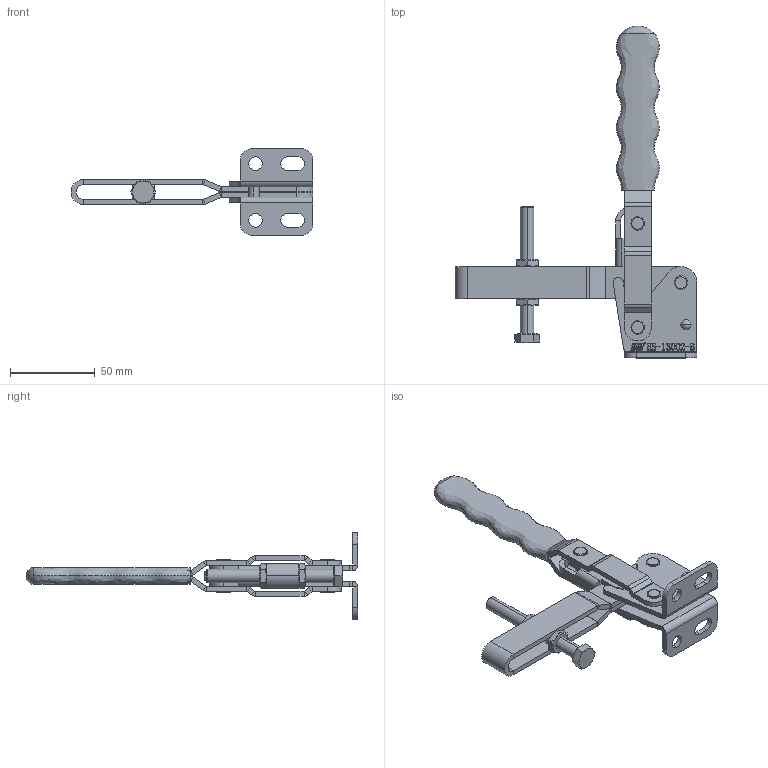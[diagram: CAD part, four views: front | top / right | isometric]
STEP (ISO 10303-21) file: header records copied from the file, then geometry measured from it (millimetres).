
FILE_DESCRIPTION (( 'STEP AP203' ), '1' );
FILE_NAME ('HS-13002-B装配体.STEP', '2018-12-07T01:59:07', ( 'PCOS' ), ( '微软中国' ), 'SwSTEP 2.0', 'SolidWorks 2012', '' );
FILE_SCHEMA (( 'CONFIG_CONTROL_DESIGN' ));
Length unit declared in the file: millimetre
Products named in the file (11): HS-13002-B蚾饜极; hex thin nuts-grades ab-chamfered gb_GB_FASTENER_NUT_STNAB M8-N; hexagon head bolts-full thread gb_GB_FASTENER_BOLT_STBAB A M8X75-C; 酗种; 揤參; 忒梟; 忒參; 蟀裝; 傻种; 楊擘菁釱衵; 楊擘菁釱酘
Assembly tree (14 placements, depth 2):
  HS-13002-B蚾饜极
    楊擘菁釱酘
    楊擘菁釱衵
    傻种  x2
    蟀裝
    忒參
    忒梟  x2
    揤參
    酗种  x2
    hexagon head bolts-full thread gb_GB_FASTENER_BOLT_STBAB A M8X75-C
    hex thin nuts-grades ab-chamfered gb_GB_FASTENER_NUT_STNAB M8-N  x2
Bounding box: 143 x 196.18 x 51.1 mm (x, y, z)
Volume: 71885 mm3; surface area: 48318.1 mm2
Topology: 14 solids, 14 shells, 795 faces, 1972 edges, 1245 vertices
Faces by surface type: plane 418, cylinder 177, bspline 156, cone 26, torus 16, sphere 2
Entity records: 32101 total; most frequent: CARTESIAN_POINT 14925, ORIENTED_EDGE 3512, DIRECTION 2864, EDGE_CURVE 1756, VERTEX_POINT 1123, LINE 1072, VECTOR 1072, AXIS2_PLACEMENT_3D 896
